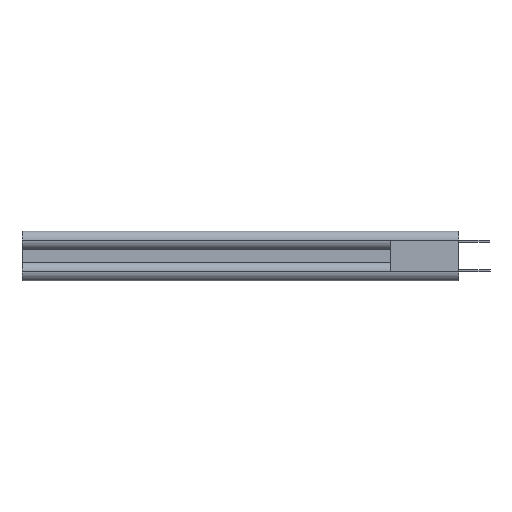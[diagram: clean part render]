
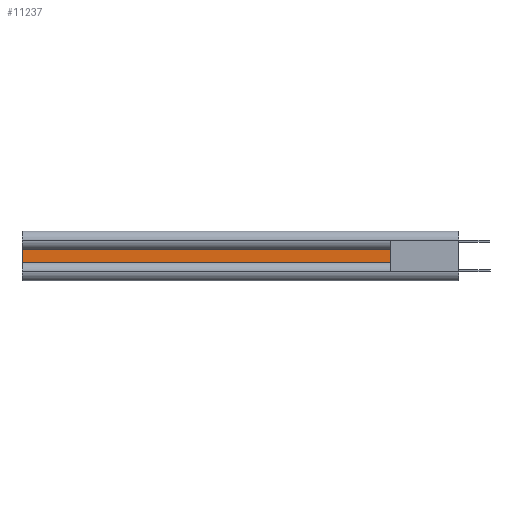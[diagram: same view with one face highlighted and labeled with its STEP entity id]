
A CAD part, left-side view. The second image highlights one B-rep face of the part: STEP entity #11237.
In plain terms, the highlighted planar face has unit normal (-1, 0, 0).
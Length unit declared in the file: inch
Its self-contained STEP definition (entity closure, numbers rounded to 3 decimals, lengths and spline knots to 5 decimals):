
#225 = LINE ( 'NONE', #14795, #8368 ) ;
#267 = CARTESIAN_POINT ( 'NONE',  ( 0.044, 0.473, -0.0465 ) ) ;
#782 = ORIENTED_EDGE ( 'NONE', *, *, #13065, .T. ) ;
#1215 = ORIENTED_EDGE ( 'NONE', *, *, #16572, .T. ) ;
#2956 = AXIS2_PLACEMENT_3D ( 'NONE', #11235, #16236, #6228 ) ;
#3378 = CARTESIAN_POINT ( 'NONE',  ( 0.044, 3., -0.0465 ) ) ;
#5359 = CARTESIAN_POINT ( 'NONE',  ( 0.044, 3., -0.0465 ) ) ;
#5389 = VERTEX_POINT ( 'NONE', #13456 ) ;
#5502 = VERTEX_POINT ( 'NONE', #5359 ) ;
#5821 = VECTOR ( 'NONE', #6770, 39.37008 ) ;
#6228 = DIRECTION ( 'NONE',  ( 0., 0., -1. ) ) ;
#6438 = DIRECTION ( 'NONE',  ( 0., 1., 0. ) ) ;
#6728 = EDGE_CURVE ( 'NONE', #11364, #10423, #13426, .T. ) ;
#6770 = DIRECTION ( 'NONE',  ( 0., 1., 0. ) ) ;
#8293 = EDGE_LOOP ( 'NONE', ( #1215, #782, #21291, #14847 ) ) ;
#8368 = VECTOR ( 'NONE', #6438, 39.37008 ) ;
#8871 = DIRECTION ( 'NONE',  ( 0., 0., -1. ) ) ;
#10180 = DIRECTION ( 'NONE',  ( 0., 0., -1. ) ) ;
#10423 = VERTEX_POINT ( 'NONE', #267 ) ;
#11235 = CARTESIAN_POINT ( 'NONE',  ( 0.044, 0.37012, -0.0465 ) ) ;
#11237 = ADVANCED_FACE ( 'NONE', ( #13702 ), #21155, .F. ) ;
#11364 = VERTEX_POINT ( 'NONE', #13271 ) ;
#11850 = CARTESIAN_POINT ( 'NONE',  ( 0.044, 0.37012, -0.0465 ) ) ;
#13065 = EDGE_CURVE ( 'NONE', #5389, #5502, #14167, .T. ) ;
#13271 = CARTESIAN_POINT ( 'NONE',  ( 0.044, 0.473, 0.0465 ) ) ;
#13426 = LINE ( 'NONE', #20479, #13943 ) ;
#13456 = CARTESIAN_POINT ( 'NONE',  ( 0.044, 3., 0.0465 ) ) ;
#13645 = VECTOR ( 'NONE', #10180, 39.37008 ) ;
#13702 = FACE_OUTER_BOUND ( 'NONE', #8293, .T. ) ;
#13943 = VECTOR ( 'NONE', #8871, 39.37008 ) ;
#14167 = LINE ( 'NONE', #3378, #13645 ) ;
#14795 = CARTESIAN_POINT ( 'NONE',  ( 0.044, 0.37012, 0.0465 ) ) ;
#14847 = ORIENTED_EDGE ( 'NONE', *, *, #6728, .F. ) ;
#15246 = LINE ( 'NONE', #11850, #5821 ) ;
#16236 = DIRECTION ( 'NONE',  ( 1., 0., 0. ) ) ;
#16572 = EDGE_CURVE ( 'NONE', #11364, #5389, #225, .T. ) ;
#20479 = CARTESIAN_POINT ( 'NONE',  ( 0.044, 0.473, -0.0465 ) ) ;
#21155 = PLANE ( 'NONE',  #2956 ) ;
#21291 = ORIENTED_EDGE ( 'NONE', *, *, #21574, .F. ) ;
#21574 = EDGE_CURVE ( 'NONE', #10423, #5502, #15246, .T. ) ;
